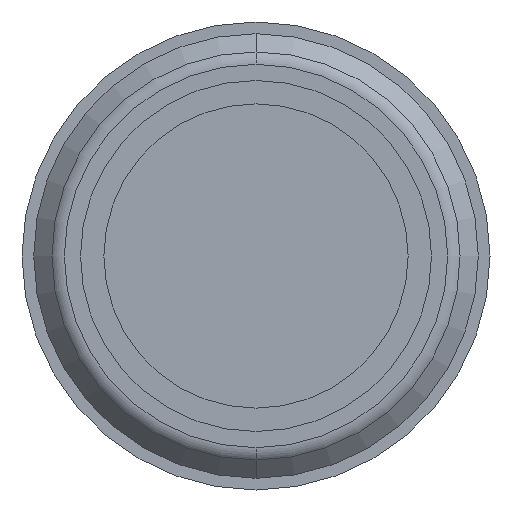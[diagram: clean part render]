
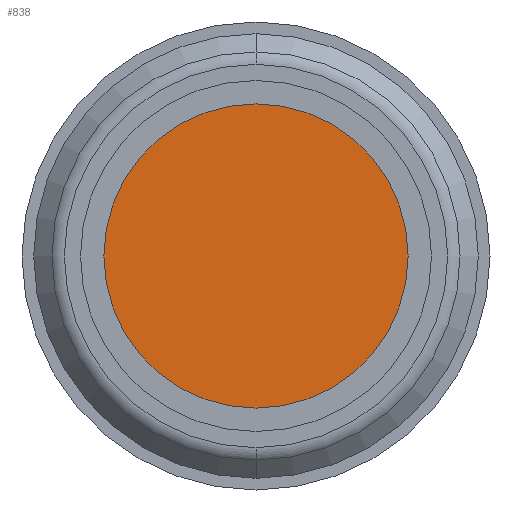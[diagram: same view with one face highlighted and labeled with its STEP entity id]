
A CAD part, front view. The second image highlights one B-rep face of the part: STEP entity #838.
In plain terms, the highlighted planar face has unit normal (0, -1, 0).
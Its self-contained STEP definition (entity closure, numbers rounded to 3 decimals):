
#90 = PLANE ( 'NONE',  #567 ) ;
#170 = DIRECTION ( 'NONE',  ( 0., 0., -1. ) ) ;
#211 = ORIENTED_EDGE ( 'NONE', *, *, #596, .T. ) ;
#360 = ORIENTED_EDGE ( 'NONE', *, *, #585, .T. ) ;
#367 = CARTESIAN_POINT ( 'NONE',  ( 13., 18., 0. ) ) ;
#429 = CARTESIAN_POINT ( 'NONE',  ( 0., 18., -13. ) ) ;
#567 = AXIS2_PLACEMENT_3D ( 'NONE', #367, #624, #1004 ) ;
#576 = CARTESIAN_POINT ( 'NONE',  ( 0., 18., 13. ) ) ;
#578 = VERTEX_POINT ( 'NONE', #429 ) ;
#585 = EDGE_CURVE ( 'NONE', #578, #945, #706, .T. ) ;
#596 = EDGE_CURVE ( 'NONE', #945, #578, #660, .T. ) ;
#616 = DIRECTION ( 'NONE',  ( 0., -1., 0. ) ) ;
#624 = DIRECTION ( 'NONE',  ( 0., -1., 0. ) ) ;
#628 = CARTESIAN_POINT ( 'NONE',  ( 0., 18., 0. ) ) ;
#660 = CIRCLE ( 'NONE', #810, 13. ) ;
#695 = CARTESIAN_POINT ( 'NONE',  ( 0., 18., 0. ) ) ;
#706 = CIRCLE ( 'NONE', #791, 13. ) ;
#791 = AXIS2_PLACEMENT_3D ( 'NONE', #628, #616, #170 ) ;
#793 = EDGE_LOOP ( 'NONE', ( #360, #211 ) ) ;
#810 = AXIS2_PLACEMENT_3D ( 'NONE', #695, #885, #1052 ) ;
#838 = ADVANCED_FACE ( 'NONE', ( #894 ), #90, .T. ) ;
#885 = DIRECTION ( 'NONE',  ( 0., -1., 0. ) ) ;
#894 = FACE_OUTER_BOUND ( 'NONE', #793, .T. ) ;
#945 = VERTEX_POINT ( 'NONE', #576 ) ;
#1004 = DIRECTION ( 'NONE',  ( 0., 0., -1. ) ) ;
#1052 = DIRECTION ( 'NONE',  ( 0., 0., -1. ) ) ;
